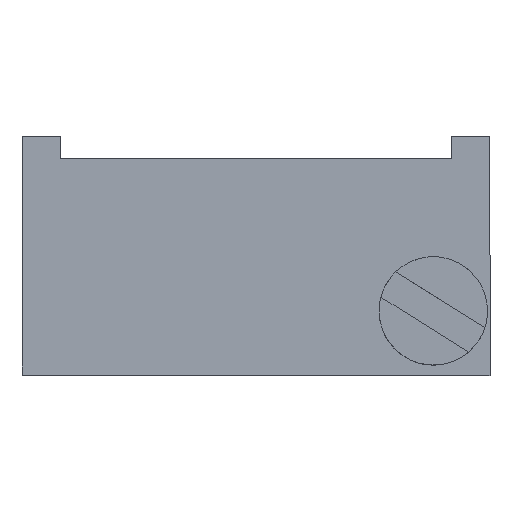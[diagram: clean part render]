
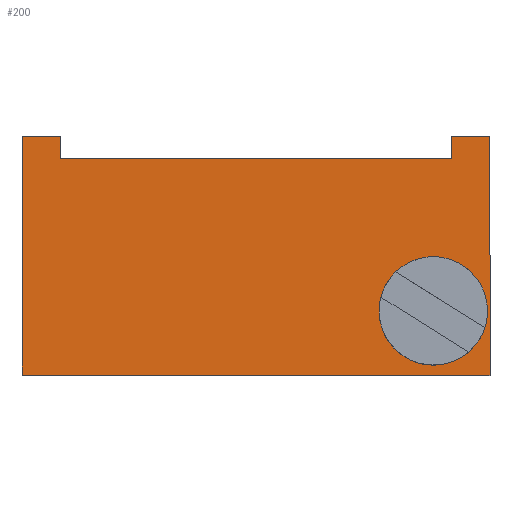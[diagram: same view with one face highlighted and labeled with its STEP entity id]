
A CAD part, top view. The second image highlights one B-rep face of the part: STEP entity #200.
In plain terms, the highlighted planar face has unit normal (0, 0, 1).
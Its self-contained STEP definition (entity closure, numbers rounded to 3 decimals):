
#200 = ADVANCED_FACE ( 'NONE', ( #7744, #17619 ), #13181, .T. ) ;
#202 = CARTESIAN_POINT ( 'NONE',  ( 3.97, 1.95, 10. ) ) ;
#411 = CARTESIAN_POINT ( 'NONE',  ( 4.75, 2.4, 10. ) ) ;
#573 = ORIENTED_EDGE ( 'NONE', *, *, #18400, .F. ) ;
#702 = VERTEX_POINT ( 'NONE', #18514 ) ;
#758 = VECTOR ( 'NONE', #4203, 1000. ) ;
#968 = CARTESIAN_POINT ( 'NONE',  ( -4.75, 2.4, 10. ) ) ;
#1018 = LINE ( 'NONE', #3741, #17411 ) ;
#1583 = DIRECTION ( 'NONE',  ( 0., 0., 1. ) ) ;
#1640 = CARTESIAN_POINT ( 'NONE',  ( -4.75, -2.45, 10. ) ) ;
#1779 = CARTESIAN_POINT ( 'NONE',  ( 3.6, -1.15, 10. ) ) ;
#1801 = EDGE_CURVE ( 'NONE', #15327, #702, #7229, .T. ) ;
#2059 = EDGE_CURVE ( 'NONE', #2187, #15066, #9866, .T. ) ;
#2187 = VERTEX_POINT ( 'NONE', #16786 ) ;
#2344 = ORIENTED_EDGE ( 'NONE', *, *, #14486, .F. ) ;
#2350 = DIRECTION ( 'NONE',  ( 1., 0., 0. ) ) ;
#2602 = CARTESIAN_POINT ( 'NONE',  ( 3.97, 2.4, 10. ) ) ;
#2612 = AXIS2_PLACEMENT_3D ( 'NONE', #1779, #1583, #3074 ) ;
#3074 = DIRECTION ( 'NONE',  ( 1., 0., 0. ) ) ;
#3202 = DIRECTION ( 'NONE',  ( 0., 1., 0. ) ) ;
#3382 = ORIENTED_EDGE ( 'NONE', *, *, #2059, .F. ) ;
#3537 = EDGE_LOOP ( 'NONE', ( #573, #3382, #17982, #13410, #14952, #17421, #7372, #14751 ) ) ;
#3651 = DIRECTION ( 'NONE',  ( 0., 0., 1. ) ) ;
#3741 = CARTESIAN_POINT ( 'NONE',  ( -4.75, -2.45, 10. ) ) ;
#3898 = LINE ( 'NONE', #18313, #8631 ) ;
#3948 = LINE ( 'NONE', #4040, #17205 ) ;
#3983 = VERTEX_POINT ( 'NONE', #968 ) ;
#4040 = CARTESIAN_POINT ( 'NONE',  ( -4.75, 2.4, 10. ) ) ;
#4203 = DIRECTION ( 'NONE',  ( 1., 0., 0. ) ) ;
#4594 = LINE ( 'NONE', #202, #16540 ) ;
#4877 = VERTEX_POINT ( 'NONE', #2602 ) ;
#4931 = VERTEX_POINT ( 'NONE', #9484 ) ;
#5119 = CARTESIAN_POINT ( 'NONE',  ( 2.5, -1.15, 10. ) ) ;
#5190 = LINE ( 'NONE', #15098, #11839 ) ;
#5231 = CARTESIAN_POINT ( 'NONE',  ( -4.75, 2.4, 10. ) ) ;
#5476 = CIRCLE ( 'NONE', #10838, 1.1 ) ;
#5603 = CARTESIAN_POINT ( 'NONE',  ( 3.97, 1.95, 10. ) ) ;
#6113 = DIRECTION ( 'NONE',  ( 0., 1., 0. ) ) ;
#6298 = CARTESIAN_POINT ( 'NONE',  ( 4.75, -2.45, 10. ) ) ;
#7229 = LINE ( 'NONE', #411, #9670 ) ;
#7372 = ORIENTED_EDGE ( 'NONE', *, *, #1801, .T. ) ;
#7570 = EDGE_CURVE ( 'NONE', #702, #4877, #18049, .T. ) ;
#7595 = VERTEX_POINT ( 'NONE', #14933 ) ;
#7744 = FACE_BOUND ( 'NONE', #18393, .T. ) ;
#7840 = CARTESIAN_POINT ( 'NONE',  ( 0., 0., 10. ) ) ;
#8125 = DIRECTION ( 'NONE',  ( 0., -1., 0. ) ) ;
#8263 = EDGE_CURVE ( 'NONE', #15290, #15327, #1018, .T. ) ;
#8541 = EDGE_CURVE ( 'NONE', #7595, #17401, #5476, .T. ) ;
#8631 = VECTOR ( 'NONE', #9380, 1000. ) ;
#9036 = DIRECTION ( 'NONE',  ( 1., 0., 0. ) ) ;
#9297 = CARTESIAN_POINT ( 'NONE',  ( 3.6, -1.15, 10. ) ) ;
#9380 = DIRECTION ( 'NONE',  ( -1., 0., 0. ) ) ;
#9443 = CIRCLE ( 'NONE', #2612, 1.1 ) ;
#9484 = CARTESIAN_POINT ( 'NONE',  ( -3.97, 2.4, 10. ) ) ;
#9670 = VECTOR ( 'NONE', #6113, 1000. ) ;
#9829 = DIRECTION ( 'NONE',  ( 0., 0., 1. ) ) ;
#9866 = LINE ( 'NONE', #5603, #758 ) ;
#10266 = ORIENTED_EDGE ( 'NONE', *, *, #8541, .F. ) ;
#10838 = AXIS2_PLACEMENT_3D ( 'NONE', #9297, #9829, #16444 ) ;
#10857 = AXIS2_PLACEMENT_3D ( 'NONE', #7840, #3651, #9036 ) ;
#10893 = EDGE_CURVE ( 'NONE', #3983, #15290, #3948, .T. ) ;
#11139 = DIRECTION ( 'NONE',  ( 0., 1., 0. ) ) ;
#11816 = EDGE_CURVE ( 'NONE', #2187, #4931, #5190, .T. ) ;
#11839 = VECTOR ( 'NONE', #11139, 1000. ) ;
#13181 = PLANE ( 'NONE',  #10857 ) ;
#13410 = ORIENTED_EDGE ( 'NONE', *, *, #15821, .T. ) ;
#13932 = VECTOR ( 'NONE', #16628, 1000. ) ;
#14486 = EDGE_CURVE ( 'NONE', #17401, #7595, #9443, .T. ) ;
#14751 = ORIENTED_EDGE ( 'NONE', *, *, #7570, .T. ) ;
#14933 = CARTESIAN_POINT ( 'NONE',  ( 4.7, -1.15, 10. ) ) ;
#14952 = ORIENTED_EDGE ( 'NONE', *, *, #10893, .T. ) ;
#15066 = VERTEX_POINT ( 'NONE', #18131 ) ;
#15098 = CARTESIAN_POINT ( 'NONE',  ( -3.97, 1.95, 10. ) ) ;
#15290 = VERTEX_POINT ( 'NONE', #1640 ) ;
#15327 = VERTEX_POINT ( 'NONE', #6298 ) ;
#15821 = EDGE_CURVE ( 'NONE', #4931, #3983, #3898, .T. ) ;
#16444 = DIRECTION ( 'NONE',  ( 1., 0., 0. ) ) ;
#16540 = VECTOR ( 'NONE', #3202, 1000. ) ;
#16628 = DIRECTION ( 'NONE',  ( -1., 0., 0. ) ) ;
#16786 = CARTESIAN_POINT ( 'NONE',  ( -3.97, 1.95, 10. ) ) ;
#17205 = VECTOR ( 'NONE', #8125, 1000. ) ;
#17401 = VERTEX_POINT ( 'NONE', #5119 ) ;
#17411 = VECTOR ( 'NONE', #2350, 1000. ) ;
#17421 = ORIENTED_EDGE ( 'NONE', *, *, #8263, .T. ) ;
#17619 = FACE_OUTER_BOUND ( 'NONE', #3537, .T. ) ;
#17982 = ORIENTED_EDGE ( 'NONE', *, *, #11816, .T. ) ;
#18049 = LINE ( 'NONE', #5231, #13932 ) ;
#18131 = CARTESIAN_POINT ( 'NONE',  ( 3.97, 1.95, 10. ) ) ;
#18313 = CARTESIAN_POINT ( 'NONE',  ( -4.75, 2.4, 10. ) ) ;
#18393 = EDGE_LOOP ( 'NONE', ( #2344, #10266 ) ) ;
#18400 = EDGE_CURVE ( 'NONE', #15066, #4877, #4594, .T. ) ;
#18514 = CARTESIAN_POINT ( 'NONE',  ( 4.75, 2.4, 10. ) ) ;
